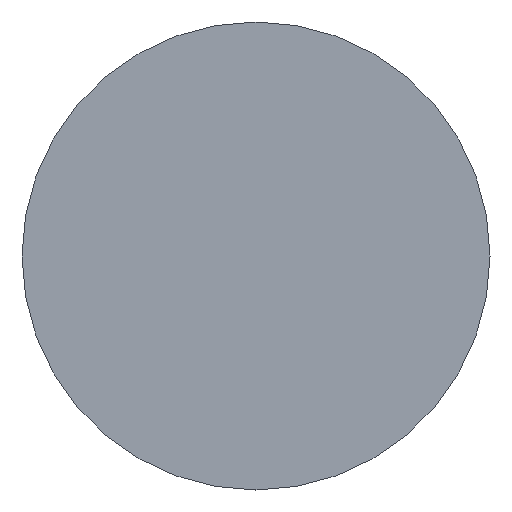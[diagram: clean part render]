
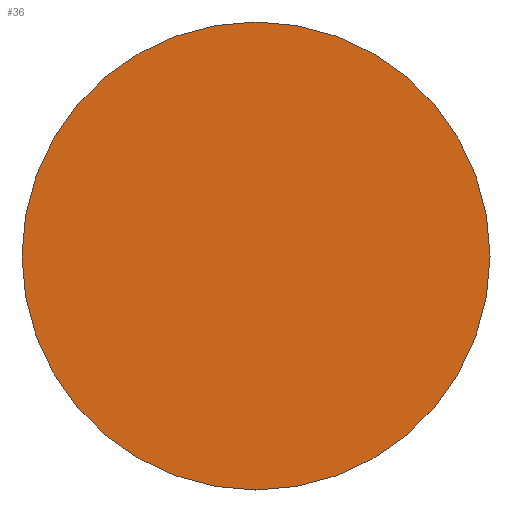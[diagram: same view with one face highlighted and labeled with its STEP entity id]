
A CAD part, left-side view. The second image highlights one B-rep face of the part: STEP entity #36.
In plain terms, the highlighted planar face has unit normal (-1, 0, 0).
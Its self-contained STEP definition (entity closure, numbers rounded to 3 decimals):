
#13 = CARTESIAN_POINT ( 'NONE',  ( 44.854, 34.062, 0. ) ) ;
#17 = EDGE_LOOP ( 'NONE', ( #99, #48 ) ) ;
#18 = AXIS2_PLACEMENT_3D ( 'NONE', #106, #37, #122 ) ;
#30 = EDGE_CURVE ( 'NONE', #78, #125, #141, .T. ) ;
#36 = ADVANCED_FACE ( 'NONE', ( #71 ), #80, .F. ) ;
#37 = DIRECTION ( 'NONE',  ( -1., 0., 0. ) ) ;
#39 = DIRECTION ( 'NONE',  ( 0., 1., 0. ) ) ;
#48 = ORIENTED_EDGE ( 'NONE', *, *, #30, .T. ) ;
#49 = EDGE_CURVE ( 'NONE', #125, #78, #129, .T. ) ;
#71 = FACE_OUTER_BOUND ( 'NONE', #17, .T. ) ;
#78 = VERTEX_POINT ( 'NONE', #13 ) ;
#80 = PLANE ( 'NONE',  #96 ) ;
#96 = AXIS2_PLACEMENT_3D ( 'NONE', #134, #153, #39 ) ;
#99 = ORIENTED_EDGE ( 'NONE', *, *, #49, .T. ) ;
#106 = CARTESIAN_POINT ( 'NONE',  ( 44.854, 26.062, 0. ) ) ;
#122 = DIRECTION ( 'NONE',  ( 0., -1., 0. ) ) ;
#125 = VERTEX_POINT ( 'NONE', #161 ) ;
#129 = CIRCLE ( 'NONE', #164, 8. ) ;
#134 = CARTESIAN_POINT ( 'NONE',  ( 44.854, 26.062, 0. ) ) ;
#139 = CARTESIAN_POINT ( 'NONE',  ( 44.854, 26.062, 0. ) ) ;
#141 = CIRCLE ( 'NONE', #18, 8. ) ;
#153 = DIRECTION ( 'NONE',  ( 1., 0., 0. ) ) ;
#161 = CARTESIAN_POINT ( 'NONE',  ( 44.854, 18.062, 0. ) ) ;
#163 = DIRECTION ( 'NONE',  ( -1., 0., 0. ) ) ;
#164 = AXIS2_PLACEMENT_3D ( 'NONE', #139, #163, #166 ) ;
#166 = DIRECTION ( 'NONE',  ( 0., -1., 0. ) ) ;
